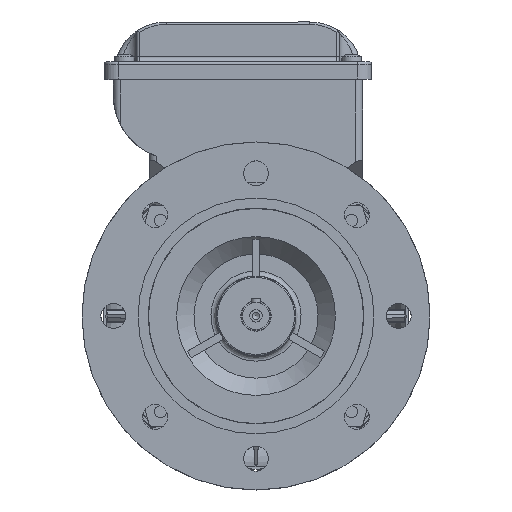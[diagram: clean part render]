
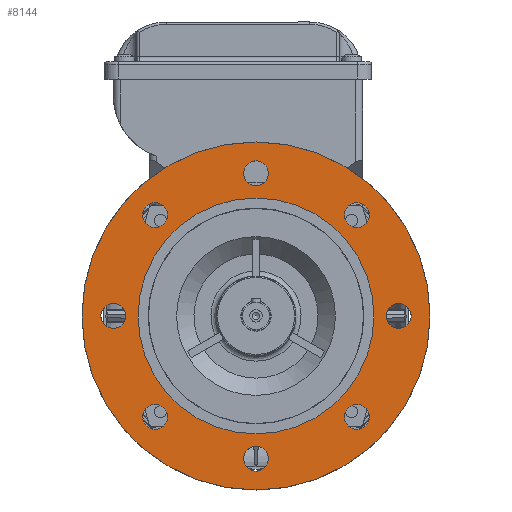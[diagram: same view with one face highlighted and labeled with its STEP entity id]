
A CAD part, top view. The second image highlights one B-rep face of the part: STEP entity #8144.
In plain terms, the highlighted planar face has unit normal (0, 0, 1).
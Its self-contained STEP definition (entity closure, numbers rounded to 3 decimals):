
#3563=FACE_BOUND('',#13684,.T.);
#3564=FACE_BOUND('',#13685,.T.);
#3565=FACE_BOUND('',#13686,.T.);
#3566=FACE_BOUND('',#13687,.T.);
#3567=FACE_BOUND('',#13688,.T.);
#3568=FACE_BOUND('',#13689,.T.);
#3569=FACE_BOUND('',#13690,.T.);
#3570=FACE_BOUND('',#13691,.T.);
#3571=FACE_BOUND('',#13692,.T.);
#3572=FACE_BOUND('',#13693,.T.);
#4804=CIRCLE('',#43432,5.);
#4806=CIRCLE('',#43435,5.);
#4808=CIRCLE('',#43438,5.);
#4826=CIRCLE('',#43471,5.);
#4839=CIRCLE('',#43492,5.);
#4849=CIRCLE('',#43506,5.);
#4861=CIRCLE('',#43529,5.);
#5026=CIRCLE('',#43819,47.5);
#5027=CIRCLE('',#43821,5.);
#5028=CIRCLE('',#43822,70.1);
#8144=ADVANCED_FACE('',(#3563,#3564,#3565,#3566,#3567,#3568,#3569,#3570,
#3571,#3572),#9478,.T.);
#9478=PLANE('',#43823);
#13684=EDGE_LOOP('',(#23623));
#13685=EDGE_LOOP('',(#23624));
#13686=EDGE_LOOP('',(#23625));
#13687=EDGE_LOOP('',(#23626));
#13688=EDGE_LOOP('',(#23627));
#13689=EDGE_LOOP('',(#23628));
#13690=EDGE_LOOP('',(#23629));
#13691=EDGE_LOOP('',(#23630));
#13692=EDGE_LOOP('',(#23631));
#13693=EDGE_LOOP('',(#23632));
#23623=ORIENTED_EDGE('',*,*,#33703,.T.);
#23624=ORIENTED_EDGE('',*,*,#34153,.T.);
#23625=ORIENTED_EDGE('',*,*,#33593,.T.);
#23626=ORIENTED_EDGE('',*,*,#33546,.T.);
#23627=ORIENTED_EDGE('',*,*,#33634,.T.);
#23628=ORIENTED_EDGE('',*,*,#33548,.T.);
#23629=ORIENTED_EDGE('',*,*,#33660,.T.);
#23630=ORIENTED_EDGE('',*,*,#33550,.T.);
#23631=ORIENTED_EDGE('',*,*,#34152,.T.);
#23632=ORIENTED_EDGE('',*,*,#34154,.T.);
#28341=VERTEX_POINT('',#69986);
#28343=VERTEX_POINT('',#69991);
#28345=VERTEX_POINT('',#69996);
#28379=VERTEX_POINT('',#70232);
#28411=VERTEX_POINT('',#70782);
#28432=VERTEX_POINT('',#71005);
#28465=VERTEX_POINT('',#71282);
#28751=VERTEX_POINT('',#74976);
#28752=VERTEX_POINT('',#74979);
#28753=VERTEX_POINT('',#74981);
#33546=EDGE_CURVE('',#28341,#28341,#4804,.T.);
#33548=EDGE_CURVE('',#28343,#28343,#4806,.T.);
#33550=EDGE_CURVE('',#28345,#28345,#4808,.T.);
#33593=EDGE_CURVE('',#28379,#28379,#4826,.T.);
#33634=EDGE_CURVE('',#28411,#28411,#4839,.T.);
#33660=EDGE_CURVE('',#28432,#28432,#4849,.T.);
#33703=EDGE_CURVE('',#28465,#28465,#4861,.T.);
#34152=EDGE_CURVE('',#28751,#28751,#5026,.T.);
#34153=EDGE_CURVE('',#28752,#28752,#5027,.T.);
#34154=EDGE_CURVE('',#28753,#28753,#5028,.T.);
#43432=AXIS2_PLACEMENT_3D('',#69985,#52010,#52011);
#43435=AXIS2_PLACEMENT_3D('',#69990,#52016,#52017);
#43438=AXIS2_PLACEMENT_3D('',#69995,#52022,#52023);
#43471=AXIS2_PLACEMENT_3D('',#70231,#52097,#52098);
#43492=AXIS2_PLACEMENT_3D('',#70781,#52146,#52147);
#43506=AXIS2_PLACEMENT_3D('',#71004,#52177,#52178);
#43529=AXIS2_PLACEMENT_3D('',#71281,#52238,#52239);
#43819=AXIS2_PLACEMENT_3D('',#74975,#52934,#52935);
#43821=AXIS2_PLACEMENT_3D('',#74978,#52938,#52939);
#43822=AXIS2_PLACEMENT_3D('',#74980,#52940,#52941);
#43823=AXIS2_PLACEMENT_3D('',#74982,#52942,#52943);
#52010=DIRECTION('',(0.,0.,-1.));
#52011=DIRECTION('',(0.,-1.,0.));
#52016=DIRECTION('',(0.,0.,-1.));
#52017=DIRECTION('',(1.,0.,0.));
#52022=DIRECTION('',(0.,0.,-1.));
#52023=DIRECTION('',(0.,1.,0.));
#52097=DIRECTION('',(0.,0.,-1.));
#52098=DIRECTION('',(-0.707,-0.707,0.));
#52146=DIRECTION('',(0.,0.,-1.));
#52147=DIRECTION('',(0.707,-0.707,0.));
#52177=DIRECTION('',(0.,0.,-1.));
#52178=DIRECTION('',(0.707,0.707,0.));
#52238=DIRECTION('',(0.,0.,-1.));
#52239=DIRECTION('',(-0.707,0.707,0.));
#52934=DIRECTION('',(0.,0.,-1.));
#52935=DIRECTION('',(0.,-1.,0.));
#52938=DIRECTION('',(0.,0.,-1.));
#52939=DIRECTION('',(-1.,0.,0.));
#52940=DIRECTION('',(0.,0.,1.));
#52941=DIRECTION('',(0.,-1.,0.));
#52942=DIRECTION('',(0.,0.,1.));
#52943=DIRECTION('',(0.,1.,0.));
#69985=CARTESIAN_POINT('',(-46.778,292.532,-92.334));
#69986=CARTESIAN_POINT('',(-46.778,287.532,-92.334));
#69990=CARTESIAN_POINT('',(-46.778,373.849,-92.334));
#69991=CARTESIAN_POINT('',(-41.778,373.849,-92.334));
#69995=CARTESIAN_POINT('',(-128.096,373.849,-92.334));
#69996=CARTESIAN_POINT('',(-128.096,378.849,-92.334));
#70231=CARTESIAN_POINT('',(-87.437,275.691,-92.334));
#70232=CARTESIAN_POINT('',(-90.973,272.155,-92.334));
#70781=CARTESIAN_POINT('',(-29.937,333.191,-92.334));
#70782=CARTESIAN_POINT('',(-26.402,329.655,-92.334));
#71004=CARTESIAN_POINT('',(-87.437,390.691,-92.334));
#71005=CARTESIAN_POINT('',(-83.902,394.226,-92.334));
#71281=CARTESIAN_POINT('',(-144.937,333.191,-92.334));
#71282=CARTESIAN_POINT('',(-148.473,336.726,-92.334));
#74975=CARTESIAN_POINT('',(-87.437,333.191,-92.334));
#74976=CARTESIAN_POINT('',(-87.437,285.691,-92.334));
#74978=CARTESIAN_POINT('',(-128.096,292.532,-92.334));
#74979=CARTESIAN_POINT('',(-133.096,292.532,-92.334));
#74980=CARTESIAN_POINT('',(-87.437,333.191,-92.334));
#74981=CARTESIAN_POINT('',(-87.437,263.091,-92.334));
#74982=CARTESIAN_POINT('',(-10.327,256.081,-92.334));
